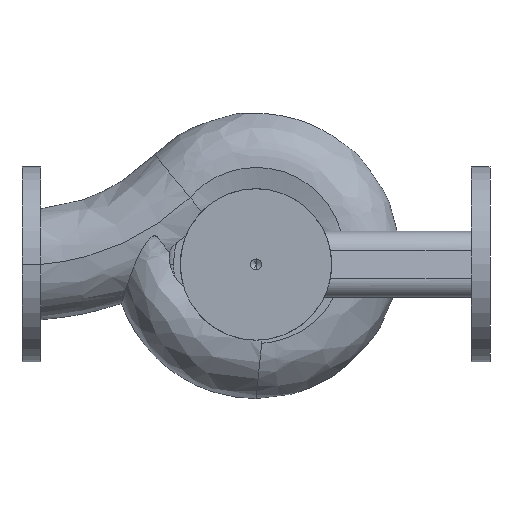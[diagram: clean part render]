
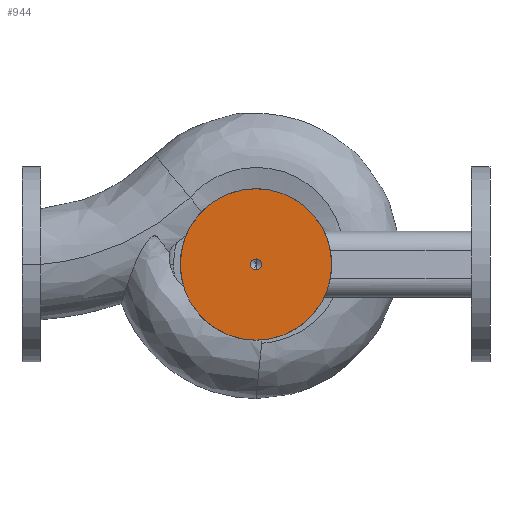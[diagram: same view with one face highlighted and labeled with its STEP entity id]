
A CAD part, front view. The second image highlights one B-rep face of the part: STEP entity #944.
In plain terms, the highlighted planar face has unit normal (0, -1, 0).
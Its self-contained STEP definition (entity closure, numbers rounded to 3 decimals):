
#172 = DIRECTION ( 'NONE',  ( 0., -1., 0. ) ) ;
#385 = AXIS2_PLACEMENT_3D ( 'NONE', #12285, #8489, #8432 ) ;
#400 = EDGE_CURVE ( 'NONE', #8202, #4875, #8921, .T. ) ;
#441 = ORIENTED_EDGE ( 'NONE', *, *, #3021, .F. ) ;
#875 = AXIS2_PLACEMENT_3D ( 'NONE', #5772, #11444, #9537 ) ;
#914 = PLANE ( 'NONE',  #385 ) ;
#944 = ADVANCED_FACE ( 'NONE', ( #9636, #4544 ), #914, .T. ) ;
#2545 = ORIENTED_EDGE ( 'NONE', *, *, #400, .T. ) ;
#2646 = EDGE_LOOP ( 'NONE', ( #3629, #441 ) ) ;
#2662 = AXIS2_PLACEMENT_3D ( 'NONE', #3820, #5655, #7583 ) ;
#2898 = CIRCLE ( 'NONE', #875, 7. ) ;
#3021 = EDGE_CURVE ( 'NONE', #8154, #5439, #11170, .T. ) ;
#3228 = DIRECTION ( 'NONE',  ( 1., 0., 0. ) ) ;
#3249 = CARTESIAN_POINT ( 'NONE',  ( 0., -170., 7. ) ) ;
#3629 = ORIENTED_EDGE ( 'NONE', *, *, #8852, .F. ) ;
#3738 = ORIENTED_EDGE ( 'NONE', *, *, #7440, .T. ) ;
#3820 = CARTESIAN_POINT ( 'NONE',  ( 0., -170., 0. ) ) ;
#4084 = CARTESIAN_POINT ( 'NONE',  ( 97., -170., 0. ) ) ;
#4193 = CARTESIAN_POINT ( 'NONE',  ( 0., -170., 0. ) ) ;
#4544 = FACE_OUTER_BOUND ( 'NONE', #10453, .T. ) ;
#4875 = VERTEX_POINT ( 'NONE', #9502 ) ;
#5439 = VERTEX_POINT ( 'NONE', #10646 ) ;
#5655 = DIRECTION ( 'NONE',  ( 0., -1., 0. ) ) ;
#5772 = CARTESIAN_POINT ( 'NONE',  ( 0., -170., 0. ) ) ;
#7310 = AXIS2_PLACEMENT_3D ( 'NONE', #12039, #12393, #9616 ) ;
#7440 = EDGE_CURVE ( 'NONE', #4875, #8202, #9379, .T. ) ;
#7583 = DIRECTION ( 'NONE',  ( 1., 0., 0. ) ) ;
#8154 = VERTEX_POINT ( 'NONE', #3249 ) ;
#8202 = VERTEX_POINT ( 'NONE', #4084 ) ;
#8432 = DIRECTION ( 'NONE',  ( 1., 0., 0. ) ) ;
#8489 = DIRECTION ( 'NONE',  ( 0., -1., 0. ) ) ;
#8852 = EDGE_CURVE ( 'NONE', #5439, #8154, #2898, .T. ) ;
#8921 = CIRCLE ( 'NONE', #11958, 97. ) ;
#9379 = CIRCLE ( 'NONE', #2662, 97. ) ;
#9502 = CARTESIAN_POINT ( 'NONE',  ( -97., -170., 0. ) ) ;
#9537 = DIRECTION ( 'NONE',  ( 0., 0., -1. ) ) ;
#9616 = DIRECTION ( 'NONE',  ( 0., 0., -1. ) ) ;
#9636 = FACE_BOUND ( 'NONE', #2646, .T. ) ;
#10453 = EDGE_LOOP ( 'NONE', ( #2545, #3738 ) ) ;
#10646 = CARTESIAN_POINT ( 'NONE',  ( 0., -170., -7. ) ) ;
#11170 = CIRCLE ( 'NONE', #7310, 7. ) ;
#11444 = DIRECTION ( 'NONE',  ( 0., -1., 0. ) ) ;
#11958 = AXIS2_PLACEMENT_3D ( 'NONE', #4193, #172, #3228 ) ;
#12039 = CARTESIAN_POINT ( 'NONE',  ( 0., -170., 0. ) ) ;
#12285 = CARTESIAN_POINT ( 'NONE',  ( 0., -170., 0. ) ) ;
#12393 = DIRECTION ( 'NONE',  ( 0., -1., 0. ) ) ;
